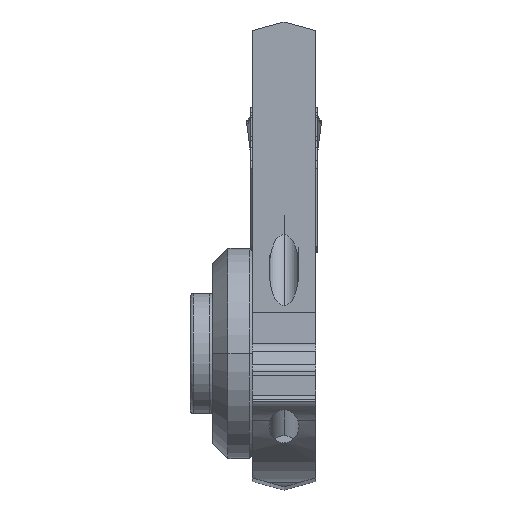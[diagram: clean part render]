
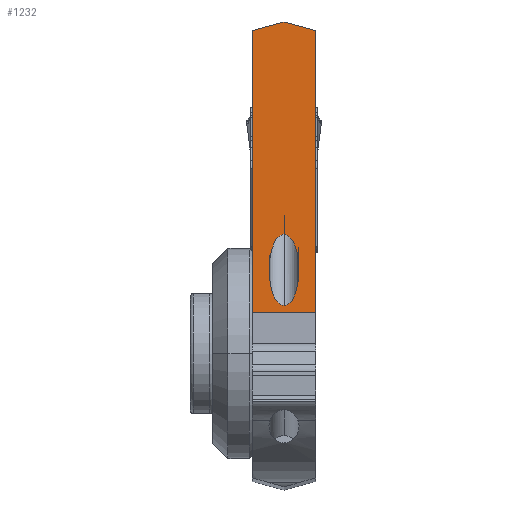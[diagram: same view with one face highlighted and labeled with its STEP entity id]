
A CAD part, top view. The second image highlights one B-rep face of the part: STEP entity #1232.
In plain terms, the highlighted planar face has unit normal (0, 0, 1).
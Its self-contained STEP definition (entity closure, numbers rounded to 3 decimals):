
#52=FACE_BOUND('',#1619,.T.);
#53=FACE_BOUND('',#1620,.T.);
#1121=ELLIPSE('',#4562,2.366,1.);
#1122=ELLIPSE('',#4563,2.366,1.);
#1232=ADVANCED_FACE('',(#52,#53),#1340,.T.);
#1340=PLANE('',#4564);
#1619=EDGE_LOOP('',(#2274,#2275,#2276,#2277,#2278));
#1620=EDGE_LOOP('',(#2279,#2280));
#2274=ORIENTED_EDGE('',*,*,#3126,.F.);
#2275=ORIENTED_EDGE('',*,*,#3127,.F.);
#2276=ORIENTED_EDGE('',*,*,#3026,.T.);
#2277=ORIENTED_EDGE('',*,*,#3125,.T.);
#2278=ORIENTED_EDGE('',*,*,#3081,.T.);
#2279=ORIENTED_EDGE('',*,*,#3128,.F.);
#2280=ORIENTED_EDGE('',*,*,#3129,.F.);
#2683=VERTEX_POINT('',#6729);
#2684=VERTEX_POINT('',#6731);
#2717=VERTEX_POINT('',#6901);
#2718=VERTEX_POINT('',#6903);
#2741=VERTEX_POINT('',#7011);
#2742=VERTEX_POINT('',#7014);
#2743=VERTEX_POINT('',#7015);
#3026=EDGE_CURVE('',#2684,#2683,#3712,.T.);
#3081=EDGE_CURVE('',#2718,#2717,#3748,.T.);
#3125=EDGE_CURVE('',#2683,#2718,#3778,.T.);
#3126=EDGE_CURVE('',#2741,#2717,#3779,.T.);
#3127=EDGE_CURVE('',#2684,#2741,#3780,.T.);
#3128=EDGE_CURVE('',#2742,#2743,#1121,.T.);
#3129=EDGE_CURVE('',#2743,#2742,#1122,.T.);
#3712=LINE('',#6730,#3983);
#3748=LINE('',#6902,#4019);
#3778=LINE('',#7008,#4049);
#3779=LINE('',#7010,#4050);
#3780=LINE('',#7012,#4051);
#3983=VECTOR('',#5056,1.);
#4019=VECTOR('',#5162,1.);
#4049=VECTOR('',#5260,1.);
#4050=VECTOR('',#5263,1.);
#4051=VECTOR('',#5264,1.);
#4562=AXIS2_PLACEMENT_3D('',#7013,#5265,#5266);
#4563=AXIS2_PLACEMENT_3D('',#7016,#5267,#5268);
#4564=AXIS2_PLACEMENT_3D('',#7017,#5269,#5270);
#5056=DIRECTION('',(0.,-1.,0.));
#5162=DIRECTION('',(0.,1.,0.));
#5260=DIRECTION('',(1.,0.,0.));
#5263=DIRECTION('',(0.966,-0.259,0.));
#5264=DIRECTION('',(0.966,0.259,0.));
#5265=DIRECTION('',(0.,0.,1.));
#5266=DIRECTION('',(0.,1.,0.));
#5267=DIRECTION('',(0.,0.,1.));
#5268=DIRECTION('',(0.,1.,0.));
#5269=DIRECTION('',(0.,0.,1.));
#5270=DIRECTION('',(0.,-1.,0.));
#6729=CARTESIAN_POINT('',(-4.25,12.1,0.));
#6730=CARTESIAN_POINT('',(-4.25,30.861,0.));
#6731=CARTESIAN_POINT('',(-4.25,30.861,0.));
#6901=CARTESIAN_POINT('',(0.,30.861,0.));
#6902=CARTESIAN_POINT('',(0.,12.1,0.));
#6903=CARTESIAN_POINT('',(0.,12.1,0.));
#7008=CARTESIAN_POINT('',(-4.25,12.1,0.));
#7010=CARTESIAN_POINT('',(-2.125,31.43,0.));
#7011=CARTESIAN_POINT('',(-2.125,31.43,0.));
#7012=CARTESIAN_POINT('',(-4.25,30.861,0.));
#7013=CARTESIAN_POINT('',(-2.125,14.942,0.));
#7014=CARTESIAN_POINT('',(-2.125,17.308,0.));
#7015=CARTESIAN_POINT('',(-2.125,12.576,0.));
#7016=CARTESIAN_POINT('',(-2.125,14.942,0.));
#7017=CARTESIAN_POINT('',(-2.125,21.765,0.));
